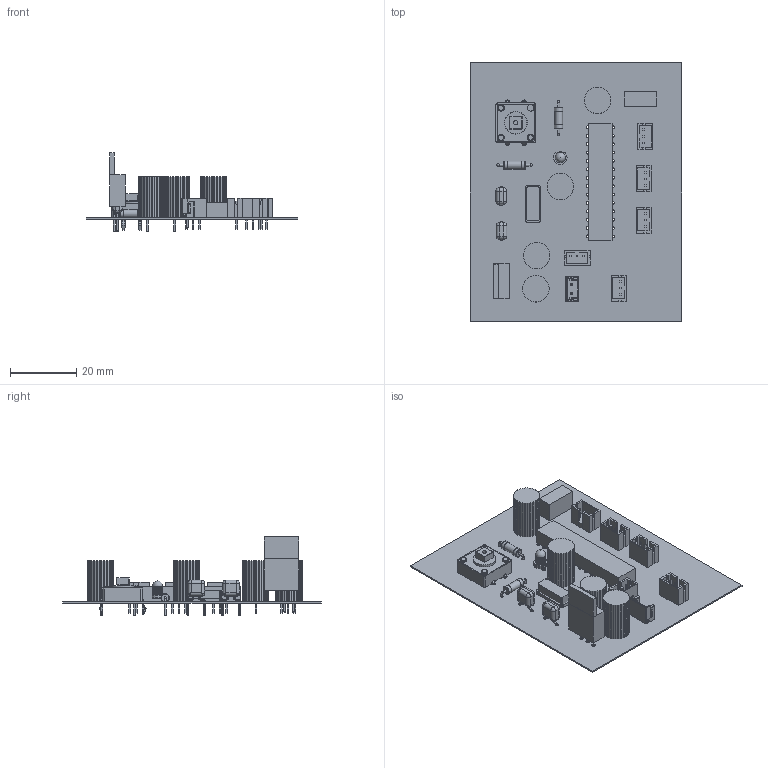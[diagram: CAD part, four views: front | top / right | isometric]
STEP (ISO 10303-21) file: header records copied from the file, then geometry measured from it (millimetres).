
FILE_DESCRIPTION(('Open CASCADE Model'),'2;1');
FILE_NAME('Open CASCADE Shape Model','2022-08-12T19:45:53',('Author'),( 'Open CASCADE'),'Open CASCADE STEP processor 6.8','Open CASCADE 6.8' ,'Unknown');
FILE_SCHEMA(('AUTOMOTIVE_DESIGN { 1 0 10303 214 1 1 1 1 }'));
Length unit declared in the file: millimetre
Products named in the file (94): PCB; Board; Open CASCADE STEP translator 6.8 1.1.1; Y1; 6293079680; Extruded; 6293328672; U2; 6224054736; 6293331552; U1; 5956406720; SW1; Switch_TE_Connectivity_FSM103_eec; body; actuator; shell; terminal; logo; R2; Res_Vishay_BC_Components_MRS25000C1101FCT00_eec; R1; P6; 5955433056; 5956082000; P5; 6210111360; 6441625408; 6500230544; 6439444288; 6439434048; 5955437776; P4; 5955442736; 5955436576; 5955443936; 5955437136; 5955449456; P3; P2 ...
Assembly tree (133 placements, depth 5):
  PCB
    Board
      Open CASCADE STEP translator 6.8 1.1.1
    Y1
      6293079680
        Extruded
      6293328672
        Extruded
    U2
      6224054736
        Extruded
      6293331552
        Extruded
    U1
      5956406720
        Extruded
    SW1
      Switch_TE_Connectivity_FSM103_eec
        body
        actuator
        shell
        terminal
        logo
    R2
      Res_Vishay_BC_Components_MRS25000C1101FCT00_eec
      Res_Vishay_BC_Components_MRS25000C1101FCT00_eec
      Res_Vishay_BC_Components_MRS25000C1101FCT00_eec
    R1
      Res_Vishay_BC_Components_MRS25000C1101FCT00_eec
      Res_Vishay_BC_Components_MRS25000C1101FCT00_eec
      Res_Vishay_BC_Components_MRS25000C1101FCT00_eec
    P6
      5955433056  x4
        Extruded
      5956082000
        Extruded
    P5
      6210111360
        Extruded
      6441625408  x2
        Extruded
      6500230544
        Extruded
      6439444288
        Extruded
      6439434048
        Extruded
      5955437776  x3
        Extruded
    P4
      5955442736
        Extruded
      5955436576  x2
        Extruded
      5955443936
        Extruded
      5955437136
        Extruded
      5955449456
        Extruded
Bounding box: 63.88 x 78.23 x 23.7 mm (x, y, z)
Volume: 8329.5 mm3; surface area: 17721.9 mm2
Topology: 113 solids, 113 shells, 1668 faces, 4124 edges, 2674 vertices
Faces by surface type: plane 1224, cylinder 254, bspline 131, torus 31, sphere 24, cone 4
Full cylindrical faces by diameter (mm): 0.5 x1, 0.51 x4, 0.6 x8, 0.7 x2, 0.75 x4, 0.8 x19, 0.9 x38, 1 x4, 1.1 x5, 1.29 x1, 1.3 x4, 2 x8, 2.4 x2, 2.5 x4, 3 x1, 6.7 x1, 6.9 x1
Entity records: 42520 total; most frequent: CARTESIAN_POINT 11514, DIRECTION 5829, ORIENTED_EDGE 5810, EDGE_CURVE 2905, LINE 2169, VECTOR 2169, VERTEX_POINT 1887, AXIS2_PLACEMENT_3D 1830
